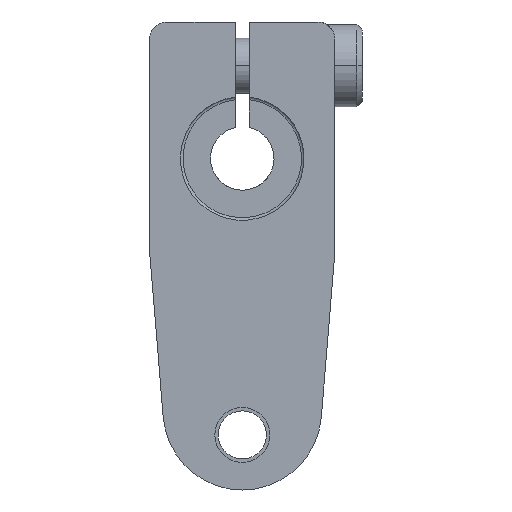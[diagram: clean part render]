
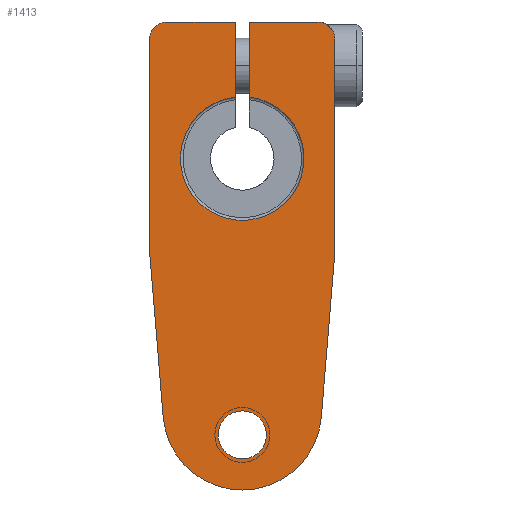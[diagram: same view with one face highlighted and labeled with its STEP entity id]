
A CAD part, front view. The second image highlights one B-rep face of the part: STEP entity #1413.
In plain terms, the highlighted planar face has unit normal (0, -1, 0).
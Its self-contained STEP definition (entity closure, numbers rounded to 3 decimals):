
#114=DIRECTION('',(0.,0.,-1.));
#115=VECTOR('',#114,21.861);
#116=CARTESIAN_POINT('',(2.,0.,39.75));
#117=LINE('',#116,#115);
#122=DIRECTION('',(1.,0.,0.));
#123=VECTOR('',#122,20.);
#124=CARTESIAN_POINT('',(2.,0.,39.75));
#125=LINE('',#124,#123);
#129=CARTESIAN_POINT('',(22.,0.,34.75));
#130=DIRECTION('',(0.,-1.,0.));
#131=DIRECTION('',(1.,0.,0.));
#132=AXIS2_PLACEMENT_3D('',#129,#130,#131);
#137=DIRECTION('',(0.,0.,-1.));
#138=VECTOR('',#137,61.75);
#139=CARTESIAN_POINT('',(27.,0.,34.75));
#140=LINE('',#139,#138);
#144=DIRECTION('',(-0.082,0.,-0.997));
#145=VECTOR('',#144,48.509);
#146=CARTESIAN_POINT('',(27.,0.,-27.));
#147=LINE('',#146,#145);
#151=CARTESIAN_POINT('',(0.,0.,-73.451));
#152=DIRECTION('',(0.,1.,0.));
#153=DIRECTION('',(0.997,0.,-0.082));
#154=AXIS2_PLACEMENT_3D('',#151,#152,#153);
#159=DIRECTION('',(-0.082,0.,0.997));
#160=VECTOR('',#159,48.509);
#161=CARTESIAN_POINT('',(-23.021,0.,-75.346));
#162=LINE('',#161,#160);
#166=DIRECTION('',(0.,0.,1.));
#167=VECTOR('',#166,61.75);
#168=CARTESIAN_POINT('',(-27.,0.,-27.));
#169=LINE('',#168,#167);
#173=CARTESIAN_POINT('',(-22.,0.,34.75));
#174=DIRECTION('',(0.,-1.,0.));
#175=DIRECTION('',(0.,0.,1.));
#176=AXIS2_PLACEMENT_3D('',#173,#174,#175);
#181=DIRECTION('',(1.,0.,0.));
#182=VECTOR('',#181,20.);
#183=CARTESIAN_POINT('',(-22.,0.,39.75));
#184=LINE('',#183,#182);
#188=DIRECTION('',(0.,0.,-1.));
#189=VECTOR('',#188,21.861);
#190=CARTESIAN_POINT('',(-2.,0.,39.75));
#191=LINE('',#190,#189);
#195=CARTESIAN_POINT('',(0.,0.,-80.5));
#196=DIRECTION('',(0.,-1.,0.));
#197=DIRECTION('',(-1.,0.,0.));
#198=AXIS2_PLACEMENT_3D('',#195,#196,#197);
#203=CARTESIAN_POINT('',(0.,0.,-80.5));
#204=DIRECTION('',(0.,-1.,0.));
#205=DIRECTION('',(1.,0.,0.));
#206=AXIS2_PLACEMENT_3D('',#203,#204,#205);
#1113=CARTESIAN_POINT('',(0.,0.,0.));
#1114=DIRECTION('',(0.,1.,0.));
#1115=DIRECTION('',(0.111,0.,0.994));
#1116=AXIS2_PLACEMENT_3D('',#1113,#1114,#1115);
#1199=CARTESIAN_POINT('',(27.,0.,34.75));
#1200=CARTESIAN_POINT('',(22.,0.,39.75));
#1201=VERTEX_POINT('',#1199);
#1202=VERTEX_POINT('',#1200);
#1203=CARTESIAN_POINT('',(-22.,0.,39.75));
#1204=CARTESIAN_POINT('',(-27.,0.,34.75));
#1205=VERTEX_POINT('',#1203);
#1206=VERTEX_POINT('',#1204);
#1207=CARTESIAN_POINT('',(27.,0.,-27.));
#1208=VERTEX_POINT('',#1207);
#1209=CARTESIAN_POINT('',(-27.,0.,-27.));
#1210=VERTEX_POINT('',#1209);
#1227=CARTESIAN_POINT('',(-7.,0.,-80.5));
#1228=CARTESIAN_POINT('',(7.,0.,-80.5));
#1229=VERTEX_POINT('',#1227);
#1230=VERTEX_POINT('',#1228);
#1271=CARTESIAN_POINT('',(23.021,0.,-75.346));
#1272=VERTEX_POINT('',#1271);
#1273=CARTESIAN_POINT('',(-23.021,0.,-75.346));
#1274=VERTEX_POINT('',#1273);
#1276=CARTESIAN_POINT('',(2.,0.,39.75));
#1277=CARTESIAN_POINT('',(2.,0.,17.889));
#1278=VERTEX_POINT('',#1276);
#1279=VERTEX_POINT('',#1277);
#1280=CARTESIAN_POINT('',(-2.,0.,39.75));
#1281=CARTESIAN_POINT('',(-2.,0.,17.889));
#1282=VERTEX_POINT('',#1280);
#1283=VERTEX_POINT('',#1281);
#1376=CARTESIAN_POINT('',(0.,0.,0.));
#1377=DIRECTION('',(0.,1.,0.));
#1378=DIRECTION('',(0.,0.,-1.));
#1379=AXIS2_PLACEMENT_3D('',#1376,#1377,#1378);
#1380=PLANE('',#1379);
#1382=ORIENTED_EDGE('',*,*,#1381,.F.);
#1384=ORIENTED_EDGE('',*,*,#1383,.T.);
#1386=ORIENTED_EDGE('',*,*,#1385,.F.);
#1388=ORIENTED_EDGE('',*,*,#1387,.T.);
#1390=ORIENTED_EDGE('',*,*,#1389,.T.);
#1392=ORIENTED_EDGE('',*,*,#1391,.T.);
#1394=ORIENTED_EDGE('',*,*,#1393,.T.);
#1396=ORIENTED_EDGE('',*,*,#1395,.T.);
#1398=ORIENTED_EDGE('',*,*,#1397,.F.);
#1400=ORIENTED_EDGE('',*,*,#1399,.T.);
#1402=ORIENTED_EDGE('',*,*,#1401,.T.);
#1404=ORIENTED_EDGE('',*,*,#1403,.F.);
#1405=EDGE_LOOP('',(#1382,#1384,#1386,#1388,#1390,#1392,#1394,#1396,#1398,#1400,
#1402,#1404));
#1406=FACE_OUTER_BOUND('',#1405,.F.);
#1408=ORIENTED_EDGE('',*,*,#1407,.T.);
#1410=ORIENTED_EDGE('',*,*,#1409,.T.);
#1411=EDGE_LOOP('',(#1408,#1410));
#1412=FACE_BOUND('',#1411,.F.);
#1413=ADVANCED_FACE('',(#1406,#1412),#1380,.F.);
#133=CIRCLE('',#132,5.);
#155=CIRCLE('',#154,23.099);
#177=CIRCLE('',#176,5.);
#199=CIRCLE('',#198,7.);
#207=CIRCLE('',#206,7.);
#1117=CIRCLE('',#1116,18.);
#1381=EDGE_CURVE('',#1278,#1279,#117,.T.);
#1383=EDGE_CURVE('',#1278,#1202,#125,.T.);
#1385=EDGE_CURVE('',#1201,#1202,#133,.T.);
#1387=EDGE_CURVE('',#1201,#1208,#140,.T.);
#1389=EDGE_CURVE('',#1208,#1272,#147,.T.);
#1391=EDGE_CURVE('',#1272,#1274,#155,.T.);
#1393=EDGE_CURVE('',#1274,#1210,#162,.T.);
#1395=EDGE_CURVE('',#1210,#1206,#169,.T.);
#1397=EDGE_CURVE('',#1205,#1206,#177,.T.);
#1399=EDGE_CURVE('',#1205,#1282,#184,.T.);
#1401=EDGE_CURVE('',#1282,#1283,#191,.T.);
#1403=EDGE_CURVE('',#1279,#1283,#1117,.T.);
#1407=EDGE_CURVE('',#1229,#1230,#199,.T.);
#1409=EDGE_CURVE('',#1230,#1229,#207,.T.);
